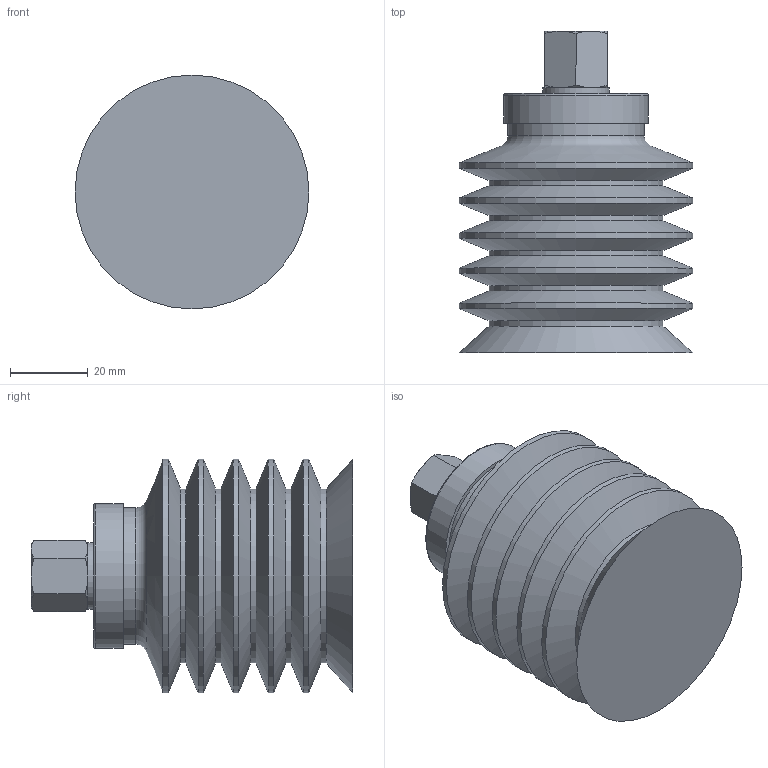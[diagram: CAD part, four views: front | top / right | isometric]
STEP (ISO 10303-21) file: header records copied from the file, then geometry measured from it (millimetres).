
FILE_DESCRIPTION(/* description */ (''),/* implementation_level */ '2;1');
FILE_NAME(/* name */ 'vf60-5cn_rac19r1-4h.stp',/* time_stamp */ '2020-10-26T11:47:18+01:00',/* author */ ('enginyeria'),/* organization */ (''),/* preprocessor_version */ 'ST-DEVELOPER v17.2',/* originating_system */ 'Autodesk Inventor 2019',/* authorisation */ '');
FILE_SCHEMA (('CONFIG_CONTROL_DESIGN'));
Length unit declared in the file: millimetre
Products named in the file (1): 3D_vf60-5+rac19r1-4h
Bounding box: 60 x 82.5 x 60 mm (x, y, z)
Volume: 130775.4 mm3; surface area: 24961.7 mm2
Topology: 1 solids, 1 shells, 51 faces, 133 edges, 88 vertices
Faces by surface type: cone 23, cylinder 14, plane 12, torus 2
Full cylindrical faces by diameter (mm): 11.445 x1, 17 x1, 35 x1, 37.2 x1, 44.654 x5, 60 x5
Entity records: 1704 total; most frequent: CARTESIAN_POINT 321, DIRECTION 291, ORIENTED_EDGE 266, EDGE_CURVE 133, AXIS2_PLACEMENT_3D 130, VERTEX_POINT 88, CIRCLE 78, EDGE_LOOP 55
